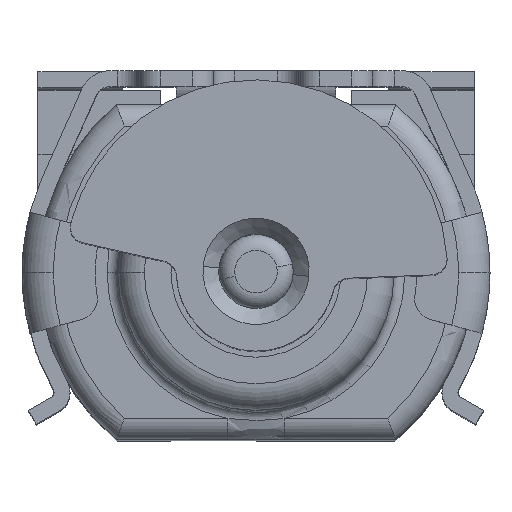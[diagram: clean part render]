
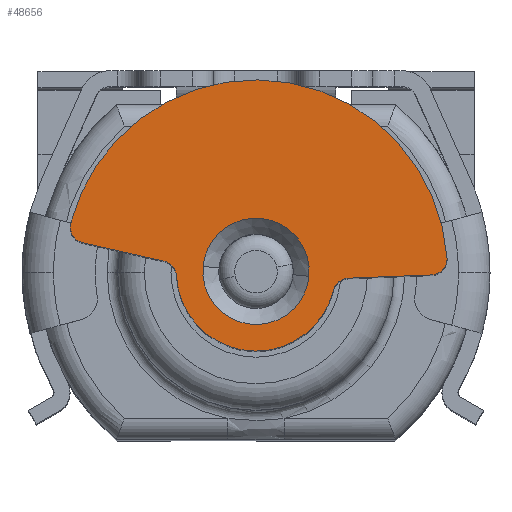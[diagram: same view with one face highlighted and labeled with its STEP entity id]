
A CAD part, top view. The second image highlights one B-rep face of the part: STEP entity #48656.
In plain terms, the highlighted planar face has unit normal (0, 0, 1).
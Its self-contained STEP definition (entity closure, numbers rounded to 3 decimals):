
#48600 = EDGE_CURVE('',#48601,#48603,#48605,.T.);
#48601 = VERTEX_POINT('',#48602);
#48602 = CARTESIAN_POINT('',(-1.648,-0.118,2.));
#48603 = VERTEX_POINT('',#48604);
#48604 = CARTESIAN_POINT('',(-1.778,-0.267,2.));
#48605 = CIRCLE('',#48606,0.15);
#48606 = AXIS2_PLACEMENT_3D('',#48607,#48608,#48609);
#48607 = CARTESIAN_POINT('',(-1.628,-0.267,2.));
#48608 = DIRECTION('',(0.,0.,1.));
#48609 = DIRECTION('',(-0.131,0.991,0.));
#48638 = VERTEX_POINT('',#48639);
#48639 = CARTESIAN_POINT('',(-1.776,-0.291,2.));
#48645 = EDGE_CURVE('',#48603,#48638,#48646,.T.);
#48646 = CIRCLE('',#48647,0.15);
#48647 = AXIS2_PLACEMENT_3D('',#48648,#48649,#48650);
#48648 = CARTESIAN_POINT('',(-1.628,-0.267,2.));
#48649 = DIRECTION('',(0.,0.,1.));
#48650 = DIRECTION('',(-1.,0.,0.));
#48656 = ADVANCED_FACE('',(#48657,#48729),#48749,.T.);
#48657 = FACE_BOUND('',#48658,.F.);
#48658 = EDGE_LOOP('',(#48659,#48670,#48679,#48687,#48696,#48705,#48712,
    #48713,#48714,#48722));
#48659 = ORIENTED_EDGE('',*,*,#48660,.F.);
#48660 = EDGE_CURVE('',#48661,#48663,#48665,.T.);
#48661 = VERTEX_POINT('',#48662);
#48662 = CARTESIAN_POINT('',(0.742,0.111,2.));
#48663 = VERTEX_POINT('',#48664);
#48664 = CARTESIAN_POINT('',(-0.742,0.111,2.));
#48665 = CIRCLE('',#48666,0.75);
#48666 = AXIS2_PLACEMENT_3D('',#48667,#48668,#48669);
#48667 = CARTESIAN_POINT('',(0.,0.,2.));
#48668 = DIRECTION('',(0.,0.,1.));
#48669 = DIRECTION('',(0.989,0.148,-0.));
#48670 = ORIENTED_EDGE('',*,*,#48671,.F.);
#48671 = EDGE_CURVE('',#48672,#48661,#48674,.T.);
#48672 = VERTEX_POINT('',#48673);
#48673 = CARTESIAN_POINT('',(0.871,-0.016,2.));
#48674 = CIRCLE('',#48675,0.15);
#48675 = AXIS2_PLACEMENT_3D('',#48676,#48677,#48678);
#48676 = CARTESIAN_POINT('',(0.89,0.133,2.));
#48677 = DIRECTION('',(0.,0.,-1.));
#48678 = DIRECTION('',(-0.131,-0.991,-0.));
#48679 = ORIENTED_EDGE('',*,*,#48680,.F.);
#48680 = EDGE_CURVE('',#48681,#48672,#48683,.T.);
#48681 = VERTEX_POINT('',#48682);
#48682 = CARTESIAN_POINT('',(1.648,-0.118,2.));
#48683 = LINE('',#48684,#48685);
#48684 = CARTESIAN_POINT('',(1.648,-0.118,2.));
#48685 = VECTOR('',#48686,1.);
#48686 = DIRECTION('',(-0.991,0.131,0.));
#48687 = ORIENTED_EDGE('',*,*,#48688,.F.);
#48688 = EDGE_CURVE('',#48689,#48681,#48691,.T.);
#48689 = VERTEX_POINT('',#48690);
#48690 = CARTESIAN_POINT('',(1.778,-0.267,2.));
#48691 = CIRCLE('',#48692,0.15);
#48692 = AXIS2_PLACEMENT_3D('',#48693,#48694,#48695);
#48693 = CARTESIAN_POINT('',(1.628,-0.267,2.));
#48694 = DIRECTION('',(0.,0.,1.));
#48695 = DIRECTION('',(1.,0.,-0.));
#48696 = ORIENTED_EDGE('',*,*,#48697,.F.);
#48697 = EDGE_CURVE('',#48698,#48689,#48700,.T.);
#48698 = VERTEX_POINT('',#48699);
#48699 = CARTESIAN_POINT('',(1.776,-0.291,2.));
#48700 = CIRCLE('',#48701,0.15);
#48701 = AXIS2_PLACEMENT_3D('',#48702,#48703,#48704);
#48702 = CARTESIAN_POINT('',(1.628,-0.267,2.));
#48703 = DIRECTION('',(0.,0.,1.));
#48704 = DIRECTION('',(0.987,-0.162,0.));
#48705 = ORIENTED_EDGE('',*,*,#48706,.F.);
#48706 = EDGE_CURVE('',#48638,#48698,#48707,.T.);
#48707 = CIRCLE('',#48708,1.8);
#48708 = AXIS2_PLACEMENT_3D('',#48709,#48710,#48711);
#48709 = CARTESIAN_POINT('',(0.,0.,2.));
#48710 = DIRECTION('',(0.,0.,1.));
#48711 = DIRECTION('',(-0.987,-0.162,0.));
#48712 = ORIENTED_EDGE('',*,*,#48645,.F.);
#48713 = ORIENTED_EDGE('',*,*,#48600,.F.);
#48714 = ORIENTED_EDGE('',*,*,#48715,.F.);
#48715 = EDGE_CURVE('',#48716,#48601,#48718,.T.);
#48716 = VERTEX_POINT('',#48717);
#48717 = CARTESIAN_POINT('',(-0.871,-0.016,2.));
#48718 = LINE('',#48719,#48720);
#48719 = CARTESIAN_POINT('',(-0.871,-0.016,2.));
#48720 = VECTOR('',#48721,1.);
#48721 = DIRECTION('',(-0.991,-0.131,0.));
#48722 = ORIENTED_EDGE('',*,*,#48723,.F.);
#48723 = EDGE_CURVE('',#48663,#48716,#48724,.T.);
#48724 = CIRCLE('',#48725,0.15);
#48725 = AXIS2_PLACEMENT_3D('',#48726,#48727,#48728);
#48726 = CARTESIAN_POINT('',(-0.89,0.133,2.));
#48727 = DIRECTION('',(0.,0.,-1.));
#48728 = DIRECTION('',(0.989,-0.148,0.));
#48729 = FACE_BOUND('',#48730,.F.);
#48730 = EDGE_LOOP('',(#48731,#48742));
#48731 = ORIENTED_EDGE('',*,*,#48732,.F.);
#48732 = EDGE_CURVE('',#48733,#48735,#48737,.T.);
#48733 = VERTEX_POINT('',#48734);
#48734 = CARTESIAN_POINT('',(0.5,0.,2.));
#48735 = VERTEX_POINT('',#48736);
#48736 = CARTESIAN_POINT('',(-0.5,0.,2.));
#48737 = CIRCLE('',#48738,0.5);
#48738 = AXIS2_PLACEMENT_3D('',#48739,#48740,#48741);
#48739 = CARTESIAN_POINT('',(0.,0.,2.));
#48740 = DIRECTION('',(0.,0.,-1.));
#48741 = DIRECTION('',(1.,0.,0.));
#48742 = ORIENTED_EDGE('',*,*,#48743,.F.);
#48743 = EDGE_CURVE('',#48735,#48733,#48744,.T.);
#48744 = CIRCLE('',#48745,0.5);
#48745 = AXIS2_PLACEMENT_3D('',#48746,#48747,#48748);
#48746 = CARTESIAN_POINT('',(0.,0.,2.));
#48747 = DIRECTION('',(0.,0.,-1.));
#48748 = DIRECTION('',(-1.,0.,0.));
#48749 = PLANE('',#48750);
#48750 = AXIS2_PLACEMENT_3D('',#48751,#48752,#48753);
#48751 = CARTESIAN_POINT('',(0.,0.,2.));
#48752 = DIRECTION('',(0.,0.,1.));
#48753 = DIRECTION('',(1.,0.,-0.));
